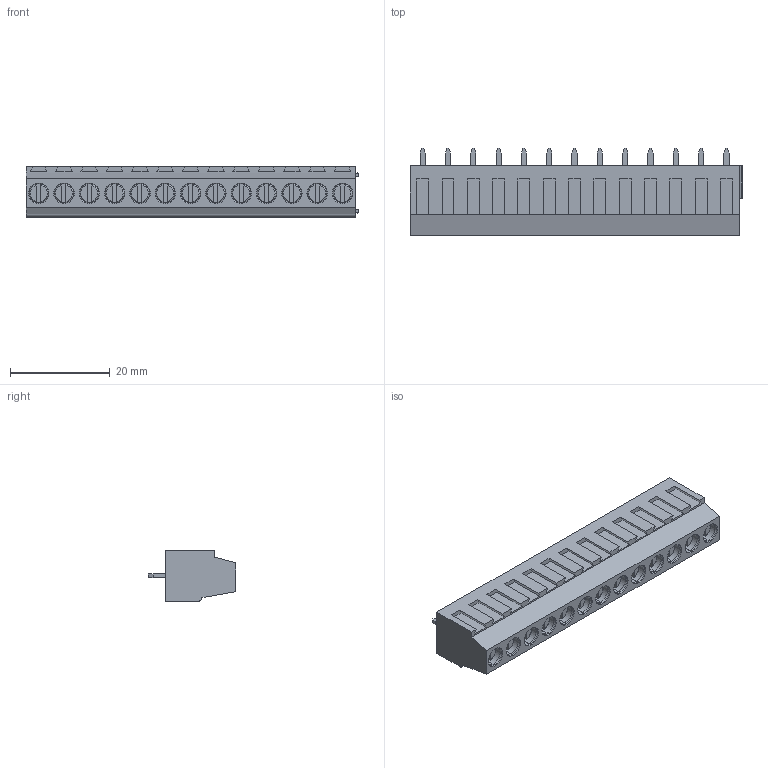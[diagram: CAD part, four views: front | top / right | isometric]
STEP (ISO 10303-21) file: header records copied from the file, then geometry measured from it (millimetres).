
FILE_DESCRIPTION((''),'2;1');
FILE_NAME('DB128L-508-2P','2022-06-03T',('86134'),(''),'PRO/ENGINEER BY PARAMETRIC TECHNOLOGY CORPORATION, 2010280','PRO/ENGINEER BY PARAMETRIC TECHNOLOGY CORPORATION, 2010280','');
FILE_SCHEMA(('CONFIG_CONTROL_DESIGN'));
Length unit declared in the file: millimetre
Products named in the file (1): DB128L-508-2P
Bounding box: 66.61 x 17.6 x 10.1 mm (x, y, z)
Volume: 7520.8 mm3; surface area: 5340.4 mm2
Topology: 1 solids, 53 shells, 984 faces, 2342 edges, 1529 vertices
Faces by surface type: plane 643, cylinder 177, torus 78, cone 52, bspline 26, extrusion 8
Entity records: 32206 total; most frequent: CARTESIAN_POINT 9500, ORIENTED_EDGE 4684, DIRECTION 4568, EDGE_CURVE 2342, AXIS2_PLACEMENT_3D 1551, VERTEX_POINT 1529, VECTOR 1466, LINE 1458
